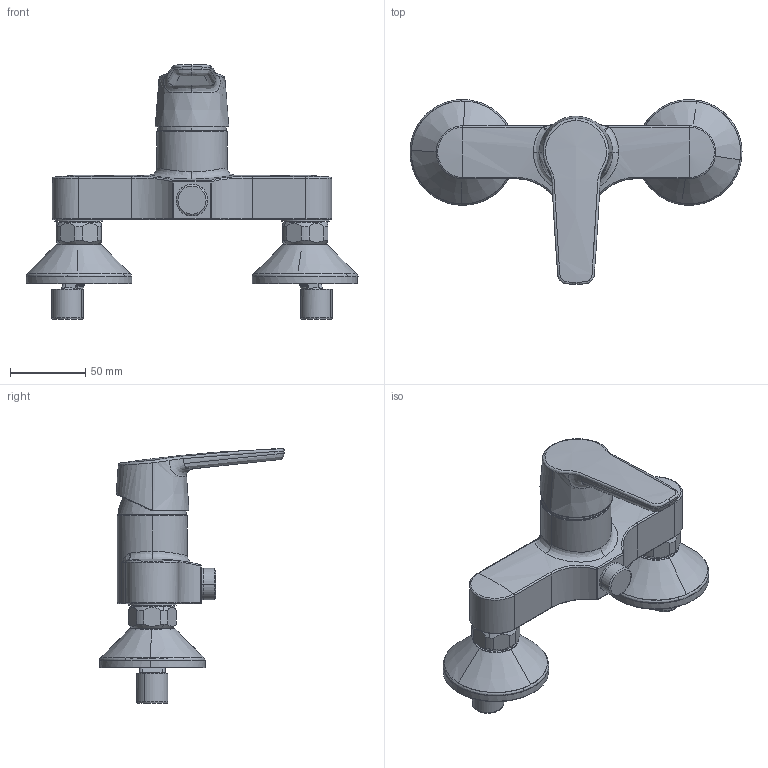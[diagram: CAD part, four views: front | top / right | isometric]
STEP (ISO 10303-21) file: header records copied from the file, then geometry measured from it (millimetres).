
FILE_DESCRIPTION (( 'STEP AP203' ), '1' );
FILE_NAME ('3963Y(2016)+51450163.STEP', '2017-04-26T11:32:31', ( '' ), ( '' ), 'SwSTEP 2.0', 'SolidWorks 2016', '' );
FILE_SCHEMA (( 'CONFIG_CONTROL_DESIGN' ));
Length unit declared in the file: millimetre
Products named in the file (1): 3963Y(2016)+51450163
Bounding box: 219.97 x 122.67 x 168.79 mm (x, y, z)
Volume: 389738.7 mm3; surface area: 81367.6 mm2
Topology: 1 solids, 6 shells, 532 faces, 1352 edges, 839 vertices
Faces by surface type: bspline 242, cylinder 122, plane 101, cone 30, torus 27, sphere 10
Entity records: 39802 total; most frequent: CARTESIAN_POINT 28887, ORIENTED_EDGE 2686, DIRECTION 1608, EDGE_CURVE 1343, VERTEX_POINT 839, B_SPLINE_CURVE_WITH_KNOTS 676, AXIS2_PLACEMENT_3D 674, EDGE_LOOP 552
